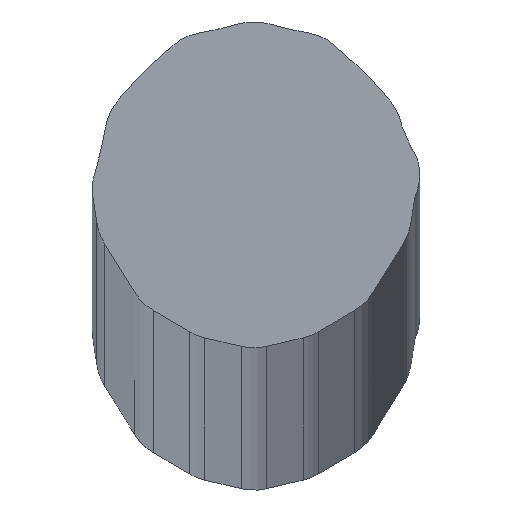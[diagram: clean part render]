
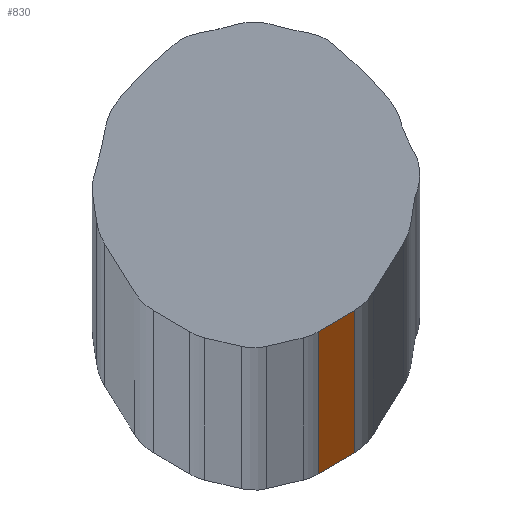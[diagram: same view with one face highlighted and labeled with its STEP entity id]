
A CAD part, top view. The second image highlights one B-rep face of the part: STEP entity #830.
In plain terms, the highlighted planar face has unit normal (0.507, -0.862, 0).
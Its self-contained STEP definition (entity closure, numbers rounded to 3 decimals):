
#245 = VECTOR ( 'NONE', #4377, 1000. ) ;
#264 = VERTEX_POINT ( 'NONE', #692 ) ;
#387 = CARTESIAN_POINT ( 'NONE',  ( 3.702, 1.377, -3000. ) ) ;
#692 = CARTESIAN_POINT ( 'NONE',  ( 2.373, 0.596, 0. ) ) ;
#830 = ADVANCED_FACE ( 'NONE', ( #3557 ), #3816, .F. ) ;
#1098 = CARTESIAN_POINT ( 'NONE',  ( 2.373, 0.596, -3000. ) ) ;
#1368 = ORIENTED_EDGE ( 'NONE', *, *, #3359, .T. ) ;
#1520 = ORIENTED_EDGE ( 'NONE', *, *, #4484, .F. ) ;
#1669 = VERTEX_POINT ( 'NONE', #1098 ) ;
#1708 = CARTESIAN_POINT ( 'NONE',  ( 3.702, 1.377, -3000. ) ) ;
#1969 = VERTEX_POINT ( 'NONE', #3147 ) ;
#2275 = DIRECTION ( 'NONE',  ( -0.507, 0.862, 0. ) ) ;
#2505 = DIRECTION ( 'NONE',  ( -0.862, -0.507, 0. ) ) ;
#2631 = EDGE_LOOP ( 'NONE', ( #5368, #1520, #4347, #1368 ) ) ;
#3086 = EDGE_CURVE ( 'NONE', #1969, #1669, #6067, .T. ) ;
#3093 = DIRECTION ( 'NONE',  ( 0., 0., 1. ) ) ;
#3139 = DIRECTION ( 'NONE',  ( 0., 0., 1. ) ) ;
#3147 = CARTESIAN_POINT ( 'NONE',  ( 3.702, 1.377, -3000. ) ) ;
#3205 = CARTESIAN_POINT ( 'NONE',  ( 3.702, 1.377, 0. ) ) ;
#3359 = EDGE_CURVE ( 'NONE', #1969, #3885, #4887, .T. ) ;
#3429 = VECTOR ( 'NONE', #2505, 1000. ) ;
#3494 = VECTOR ( 'NONE', #3139, 1000. ) ;
#3557 = FACE_OUTER_BOUND ( 'NONE', #2631, .T. ) ;
#3625 = CARTESIAN_POINT ( 'NONE',  ( 2.373, 0.596, -3000. ) ) ;
#3684 = VECTOR ( 'NONE', #3093, 1000. ) ;
#3816 = PLANE ( 'NONE',  #5725 ) ;
#3849 = CARTESIAN_POINT ( 'NONE',  ( 3.702, 1.377, 0. ) ) ;
#3885 = VERTEX_POINT ( 'NONE', #3205 ) ;
#4005 = LINE ( 'NONE', #3625, #3684 ) ;
#4347 = ORIENTED_EDGE ( 'NONE', *, *, #3086, .F. ) ;
#4377 = DIRECTION ( 'NONE',  ( -0.862, -0.507, 0. ) ) ;
#4484 = EDGE_CURVE ( 'NONE', #1669, #264, #4005, .T. ) ;
#4611 = EDGE_CURVE ( 'NONE', #3885, #264, #6013, .T. ) ;
#4887 = LINE ( 'NONE', #387, #3494 ) ;
#5368 = ORIENTED_EDGE ( 'NONE', *, *, #4611, .T. ) ;
#5725 = AXIS2_PLACEMENT_3D ( 'NONE', #1708, #2275, #5958 ) ;
#5958 = DIRECTION ( 'NONE',  ( -0.862, -0.507, 0. ) ) ;
#6013 = LINE ( 'NONE', #3849, #245 ) ;
#6067 = LINE ( 'NONE', #6180, #3429 ) ;
#6180 = CARTESIAN_POINT ( 'NONE',  ( 3.702, 1.377, -3000. ) ) ;
